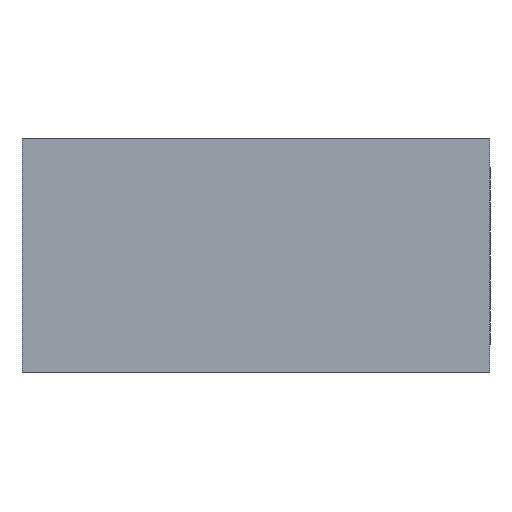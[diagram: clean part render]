
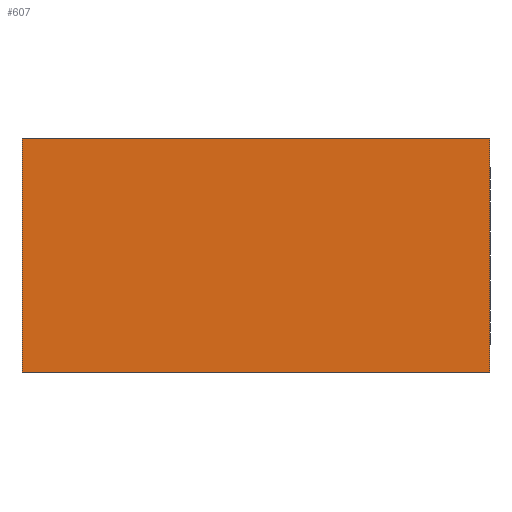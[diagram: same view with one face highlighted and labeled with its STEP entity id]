
A CAD part, front view. The second image highlights one B-rep face of the part: STEP entity #607.
In plain terms, the highlighted planar face has unit normal (0, -1, 0).
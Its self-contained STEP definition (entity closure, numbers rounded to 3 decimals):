
#449 = EDGE_LOOP ( 'NONE', ( #603, #660, #665, #644 ) ) ;
#505 = VERTEX_POINT ( 'NONE', #4129 ) ;
#603 = ORIENTED_EDGE ( 'NONE', *, *, #604, .T. ) ;
#604 = EDGE_CURVE ( 'NONE', #605, #505, #4202, .T. ) ;
#605 = VERTEX_POINT ( 'NONE', #4198 ) ;
#607 = ADVANCED_FACE ( 'NONE', ( #4248 ), #4247, .F. ) ;
#629 = EDGE_CURVE ( 'NONE', #637, #672, #4266, .T. ) ;
#637 = VERTEX_POINT ( 'NONE', #4267 ) ;
#644 = ORIENTED_EDGE ( 'NONE', *, *, #664, .T. ) ;
#649 = EDGE_CURVE ( 'NONE', #672, #505, #4255, .T. ) ;
#660 = ORIENTED_EDGE ( 'NONE', *, *, #649, .F. ) ;
#664 = EDGE_CURVE ( 'NONE', #637, #605, #4440, .T. ) ;
#665 = ORIENTED_EDGE ( 'NONE', *, *, #629, .F. ) ;
#672 = VERTEX_POINT ( 'NONE', #4477 ) ;
#4129 = CARTESIAN_POINT ( 'NONE',  ( 25., -15., -12.5 ) ) ;
#4198 = CARTESIAN_POINT ( 'NONE',  ( -25., -15., -12.5 ) ) ;
#4199 = DIRECTION ( 'NONE',  ( 1., 0., 0. ) ) ;
#4200 = VECTOR ( 'NONE', #4199, 1000. ) ;
#4201 = CARTESIAN_POINT ( 'NONE',  ( -25., -15., -12.5 ) ) ;
#4202 = LINE ( 'NONE', #4201, #4200 ) ;
#4242 = DIRECTION ( 'NONE',  ( 0., 0., 1. ) ) ;
#4243 = DIRECTION ( 'NONE',  ( 0., 1., 0. ) ) ;
#4244 = CARTESIAN_POINT ( 'NONE',  ( -25., -15., 12.5 ) ) ;
#4245 = AXIS2_PLACEMENT_3D ( 'NONE', #4244, #4243, #4242 ) ;
#4247 = PLANE ( 'NONE',  #4245 ) ;
#4248 = FACE_OUTER_BOUND ( 'NONE', #449, .T. ) ;
#4252 = DIRECTION ( 'NONE',  ( 0., 0., -1. ) ) ;
#4253 = VECTOR ( 'NONE', #4252, 1000. ) ;
#4254 = CARTESIAN_POINT ( 'NONE',  ( 25., -15., 12.5 ) ) ;
#4255 = LINE ( 'NONE', #4254, #4253 ) ;
#4263 = DIRECTION ( 'NONE',  ( 1., 0., 0. ) ) ;
#4264 = VECTOR ( 'NONE', #4263, 1000. ) ;
#4265 = CARTESIAN_POINT ( 'NONE',  ( -25., -15., 12.5 ) ) ;
#4266 = LINE ( 'NONE', #4265, #4264 ) ;
#4267 = CARTESIAN_POINT ( 'NONE',  ( -25., -15., 12.5 ) ) ;
#4317 = VECTOR ( 'NONE', #4381, 1000. ) ;
#4381 = DIRECTION ( 'NONE',  ( 0., 0., -1. ) ) ;
#4439 = CARTESIAN_POINT ( 'NONE',  ( -25., -15., 12.5 ) ) ;
#4440 = LINE ( 'NONE', #4439, #4317 ) ;
#4477 = CARTESIAN_POINT ( 'NONE',  ( 25., -15., 12.5 ) ) ;
